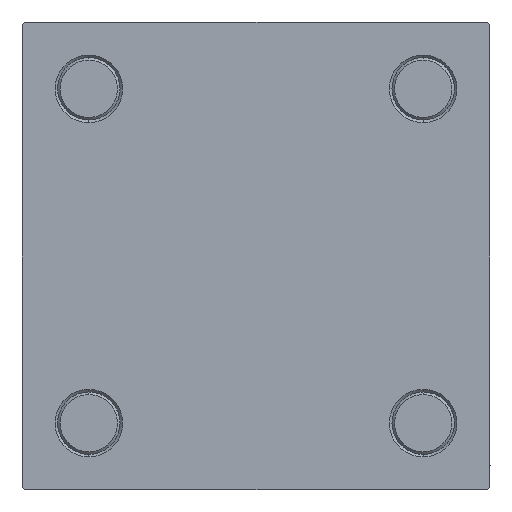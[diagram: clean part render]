
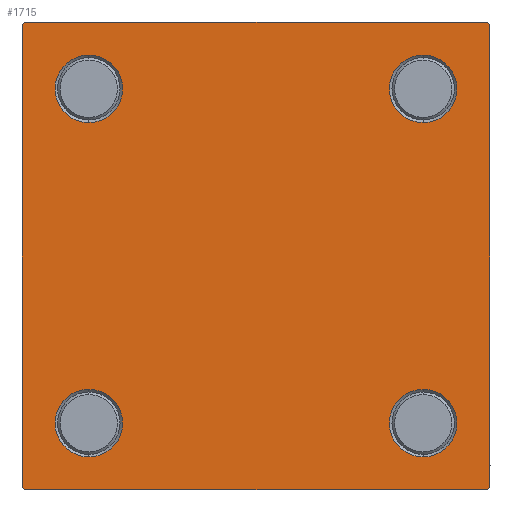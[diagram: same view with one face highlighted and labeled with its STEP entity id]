
A CAD part, left-side view. The second image highlights one B-rep face of the part: STEP entity #1715.
In plain terms, the highlighted planar face has unit normal (-1, 0, 0).
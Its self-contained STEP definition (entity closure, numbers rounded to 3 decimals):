
#108 = CARTESIAN_POINT ( 'NONE',  ( 0., -32.15, 32.15 ) ) ;
#1295 = CARTESIAN_POINT ( 'NONE',  ( 0., -45., 44.5 ) ) ;
#1419 = ORIENTED_EDGE ( 'NONE', *, *, #5881, .F. ) ;
#1478 = ORIENTED_EDGE ( 'NONE', *, *, #49030, .T. ) ;
#1494 = ORIENTED_EDGE ( 'NONE', *, *, #31592, .T. ) ;
#1715 = ADVANCED_FACE ( 'NONE', ( #5969, #46330, #11863, #36198, #17054 ), #27229, .T. ) ;
#1835 = DIRECTION ( 'NONE',  ( 1., 0., 0. ) ) ;
#2179 = VECTOR ( 'NONE', #49672, 1000. ) ;
#2239 = AXIS2_PLACEMENT_3D ( 'NONE', #31633, #40173, #9460 ) ;
#2833 = LINE ( 'NONE', #10395, #35308 ) ;
#2993 = VECTOR ( 'NONE', #26138, 1000. ) ;
#3454 = ORIENTED_EDGE ( 'NONE', *, *, #28999, .T. ) ;
#3467 = EDGE_LOOP ( 'NONE', ( #47181, #4477 ) ) ;
#3638 = DIRECTION ( 'NONE',  ( 0., 0., 1. ) ) ;
#3672 = CARTESIAN_POINT ( 'NONE',  ( 0., 32.15, -38.65 ) ) ;
#3814 = VERTEX_POINT ( 'NONE', #37260 ) ;
#4391 = DIRECTION ( 'NONE',  ( 0., 0., -1. ) ) ;
#4403 = VERTEX_POINT ( 'NONE', #20718 ) ;
#4477 = ORIENTED_EDGE ( 'NONE', *, *, #45506, .T. ) ;
#4481 = CARTESIAN_POINT ( 'NONE',  ( 0., -32.15, -25.65 ) ) ;
#4520 = AXIS2_PLACEMENT_3D ( 'NONE', #33738, #24943, #10077 ) ;
#5623 = EDGE_CURVE ( 'NONE', #9055, #37862, #28731, .T. ) ;
#5823 = VECTOR ( 'NONE', #45224, 1000. ) ;
#5881 = EDGE_CURVE ( 'NONE', #29140, #37862, #5990, .T. ) ;
#5941 = ORIENTED_EDGE ( 'NONE', *, *, #48516, .F. ) ;
#5969 = FACE_BOUND ( 'NONE', #8259, .T. ) ;
#5990 = LINE ( 'NONE', #25867, #5823 ) ;
#6236 = AXIS2_PLACEMENT_3D ( 'NONE', #17483, #6632, #14199 ) ;
#6632 = DIRECTION ( 'NONE',  ( 1., 0., 0. ) ) ;
#6648 = CARTESIAN_POINT ( 'NONE',  ( 0., -45., 45. ) ) ;
#7145 = VERTEX_POINT ( 'NONE', #27995 ) ;
#7452 = CARTESIAN_POINT ( 'NONE',  ( 0., -44.5, -45. ) ) ;
#8259 = EDGE_LOOP ( 'NONE', ( #34552, #20311 ) ) ;
#8563 = ORIENTED_EDGE ( 'NONE', *, *, #15376, .T. ) ;
#9055 = VERTEX_POINT ( 'NONE', #1295 ) ;
#9398 = CARTESIAN_POINT ( 'NONE',  ( 0., 44.5, -45. ) ) ;
#9460 = DIRECTION ( 'NONE',  ( 0., 0., 1. ) ) ;
#9575 = VECTOR ( 'NONE', #11416, 1000. ) ;
#10077 = DIRECTION ( 'NONE',  ( 0., 0., 1. ) ) ;
#10148 = DIRECTION ( 'NONE',  ( 1., 0., 0. ) ) ;
#10375 = AXIS2_PLACEMENT_3D ( 'NONE', #13440, #10148, #21484 ) ;
#10395 = CARTESIAN_POINT ( 'NONE',  ( 0., 44.75, -44.75 ) ) ;
#10777 = CARTESIAN_POINT ( 'NONE',  ( 0., -44.75, -44.75 ) ) ;
#11044 = CIRCLE ( 'NONE', #49631, 6.5 ) ;
#11416 = DIRECTION ( 'NONE',  ( 0., 0., -1. ) ) ;
#11690 = LINE ( 'NONE', #38890, #47727 ) ;
#11810 = DIRECTION ( 'NONE',  ( 0., 0., 1. ) ) ;
#11863 = FACE_BOUND ( 'NONE', #3467, .T. ) ;
#13163 = ORIENTED_EDGE ( 'NONE', *, *, #26259, .T. ) ;
#13357 = CARTESIAN_POINT ( 'NONE',  ( 0., -44.5, 45. ) ) ;
#13440 = CARTESIAN_POINT ( 'NONE',  ( 0., 32.15, 32.15 ) ) ;
#13942 = DIRECTION ( 'NONE',  ( 0., 0., 1. ) ) ;
#14199 = DIRECTION ( 'NONE',  ( 0., 0., 1. ) ) ;
#14559 = AXIS2_PLACEMENT_3D ( 'NONE', #38804, #42561, #32414 ) ;
#14585 = DIRECTION ( 'NONE',  ( 1., 0., 0. ) ) ;
#14873 = CARTESIAN_POINT ( 'NONE',  ( 0., 45., -45. ) ) ;
#14952 = LINE ( 'NONE', #19481, #2179 ) ;
#15376 = EDGE_CURVE ( 'NONE', #33648, #16855, #49341, .T. ) ;
#16855 = VERTEX_POINT ( 'NONE', #7452 ) ;
#17054 = FACE_OUTER_BOUND ( 'NONE', #26502, .T. ) ;
#17140 = DIRECTION ( 'NONE',  ( 0., 0.707, 0.707 ) ) ;
#17424 = VERTEX_POINT ( 'NONE', #25712 ) ;
#17483 = CARTESIAN_POINT ( 'NONE',  ( 0., 32.15, 32.15 ) ) ;
#18207 = CIRCLE ( 'NONE', #43127, 6.5 ) ;
#18336 = EDGE_CURVE ( 'NONE', #7145, #25180, #21376, .T. ) ;
#19481 = CARTESIAN_POINT ( 'NONE',  ( 0., 44.75, 44.75 ) ) ;
#19933 = CIRCLE ( 'NONE', #2239, 6.5 ) ;
#20311 = ORIENTED_EDGE ( 'NONE', *, *, #22584, .T. ) ;
#20325 = EDGE_CURVE ( 'NONE', #29140, #30064, #14952, .T. ) ;
#20718 = CARTESIAN_POINT ( 'NONE',  ( 0., -32.15, 25.65 ) ) ;
#20735 = CARTESIAN_POINT ( 'NONE',  ( 0., 44.5, 45. ) ) ;
#21134 = VERTEX_POINT ( 'NONE', #3672 ) ;
#21376 = CIRCLE ( 'NONE', #4520, 6.5 ) ;
#21484 = DIRECTION ( 'NONE',  ( 0., 0., 1. ) ) ;
#22273 = ORIENTED_EDGE ( 'NONE', *, *, #28316, .T. ) ;
#22584 = EDGE_CURVE ( 'NONE', #4403, #17424, #39240, .T. ) ;
#23320 = DIRECTION ( 'NONE',  ( 0., 0., 1. ) ) ;
#24154 = EDGE_CURVE ( 'NONE', #16855, #3814, #45244, .T. ) ;
#24943 = DIRECTION ( 'NONE',  ( 1., 0., 0. ) ) ;
#25180 = VERTEX_POINT ( 'NONE', #4481 ) ;
#25347 = EDGE_LOOP ( 'NONE', ( #1478, #44747 ) ) ;
#25510 = EDGE_CURVE ( 'NONE', #17424, #4403, #11044, .T. ) ;
#25712 = CARTESIAN_POINT ( 'NONE',  ( 0., -32.15, 38.65 ) ) ;
#25867 = CARTESIAN_POINT ( 'NONE',  ( 0., 45., 45. ) ) ;
#25994 = DIRECTION ( 'NONE',  ( 0., -0.707, -0.707 ) ) ;
#26138 = DIRECTION ( 'NONE',  ( 0., -0.707, 0.707 ) ) ;
#26259 = EDGE_CURVE ( 'NONE', #49051, #43354, #44822, .T. ) ;
#26502 = EDGE_LOOP ( 'NONE', ( #1494, #22273, #8563, #33958, #5941, #32473, #1419, #34705 ) ) ;
#26951 = VECTOR ( 'NONE', #35024, 1000. ) ;
#27229 = PLANE ( 'NONE',  #14559 ) ;
#27642 = VERTEX_POINT ( 'NONE', #31499 ) ;
#27995 = CARTESIAN_POINT ( 'NONE',  ( 0., -32.15, -38.65 ) ) ;
#28316 = EDGE_CURVE ( 'NONE', #47980, #33648, #2833, .T. ) ;
#28363 = VECTOR ( 'NONE', #17140, 1000. ) ;
#28731 = LINE ( 'NONE', #32010, #28363 ) ;
#28999 = EDGE_CURVE ( 'NONE', #43354, #49051, #39310, .T. ) ;
#29140 = VERTEX_POINT ( 'NONE', #20735 ) ;
#29613 = CARTESIAN_POINT ( 'NONE',  ( 0., 32.15, 25.65 ) ) ;
#30064 = VERTEX_POINT ( 'NONE', #40682 ) ;
#30956 = DIRECTION ( 'NONE',  ( 1., 0., 0. ) ) ;
#31499 = CARTESIAN_POINT ( 'NONE',  ( 0., 32.15, -25.65 ) ) ;
#31568 = EDGE_LOOP ( 'NONE', ( #13163, #3454 ) ) ;
#31592 = EDGE_CURVE ( 'NONE', #30064, #47980, #11690, .T. ) ;
#31633 = CARTESIAN_POINT ( 'NONE',  ( 0., 32.15, -32.15 ) ) ;
#32010 = CARTESIAN_POINT ( 'NONE',  ( 0., -44.75, 44.75 ) ) ;
#32414 = DIRECTION ( 'NONE',  ( 0., 0., 1. ) ) ;
#32473 = ORIENTED_EDGE ( 'NONE', *, *, #5623, .T. ) ;
#33648 = VERTEX_POINT ( 'NONE', #9398 ) ;
#33738 = CARTESIAN_POINT ( 'NONE',  ( 0., -32.15, -32.15 ) ) ;
#33958 = ORIENTED_EDGE ( 'NONE', *, *, #24154, .T. ) ;
#34552 = ORIENTED_EDGE ( 'NONE', *, *, #25510, .T. ) ;
#34705 = ORIENTED_EDGE ( 'NONE', *, *, #20325, .T. ) ;
#34736 = CARTESIAN_POINT ( 'NONE',  ( 0., 32.15, -32.15 ) ) ;
#35024 = DIRECTION ( 'NONE',  ( 0., -1., 0. ) ) ;
#35308 = VECTOR ( 'NONE', #25994, 1000. ) ;
#36198 = FACE_BOUND ( 'NONE', #31568, .T. ) ;
#36355 = CARTESIAN_POINT ( 'NONE',  ( 0., -32.15, 32.15 ) ) ;
#37260 = CARTESIAN_POINT ( 'NONE',  ( 0., -45., -44.5 ) ) ;
#37862 = VERTEX_POINT ( 'NONE', #13357 ) ;
#38804 = CARTESIAN_POINT ( 'NONE',  ( 0., 0., 0. ) ) ;
#38890 = CARTESIAN_POINT ( 'NONE',  ( 0., 45., 45. ) ) ;
#39240 = CIRCLE ( 'NONE', #48852, 6.5 ) ;
#39310 = CIRCLE ( 'NONE', #10375, 6.5 ) ;
#40173 = DIRECTION ( 'NONE',  ( 1., 0., 0. ) ) ;
#40682 = CARTESIAN_POINT ( 'NONE',  ( 0., 45., 44.5 ) ) ;
#41785 = EDGE_CURVE ( 'NONE', #27642, #21134, #18207, .T. ) ;
#42406 = DIRECTION ( 'NONE',  ( 1., 0., 0. ) ) ;
#42561 = DIRECTION ( 'NONE',  ( -1., 0., 0. ) ) ;
#43127 = AXIS2_PLACEMENT_3D ( 'NONE', #34736, #30956, #11810 ) ;
#43354 = VERTEX_POINT ( 'NONE', #29613 ) ;
#44125 = CIRCLE ( 'NONE', #47364, 6.5 ) ;
#44747 = ORIENTED_EDGE ( 'NONE', *, *, #18336, .T. ) ;
#44822 = CIRCLE ( 'NONE', #6236, 6.5 ) ;
#45224 = DIRECTION ( 'NONE',  ( 0., -1., 0. ) ) ;
#45244 = LINE ( 'NONE', #10777, #2993 ) ;
#45448 = CARTESIAN_POINT ( 'NONE',  ( 0., 45., -44.5 ) ) ;
#45506 = EDGE_CURVE ( 'NONE', #21134, #27642, #19933, .T. ) ;
#46209 = CARTESIAN_POINT ( 'NONE',  ( 0., -32.15, -32.15 ) ) ;
#46330 = FACE_BOUND ( 'NONE', #25347, .T. ) ;
#47181 = ORIENTED_EDGE ( 'NONE', *, *, #41785, .T. ) ;
#47364 = AXIS2_PLACEMENT_3D ( 'NONE', #46209, #14585, #23320 ) ;
#47727 = VECTOR ( 'NONE', #4391, 1000. ) ;
#47980 = VERTEX_POINT ( 'NONE', #45448 ) ;
#48320 = CARTESIAN_POINT ( 'NONE',  ( 0., 32.15, 38.65 ) ) ;
#48516 = EDGE_CURVE ( 'NONE', #9055, #3814, #48930, .T. ) ;
#48852 = AXIS2_PLACEMENT_3D ( 'NONE', #36355, #1835, #13942 ) ;
#48930 = LINE ( 'NONE', #6648, #9575 ) ;
#49030 = EDGE_CURVE ( 'NONE', #25180, #7145, #44125, .T. ) ;
#49051 = VERTEX_POINT ( 'NONE', #48320 ) ;
#49341 = LINE ( 'NONE', #14873, #26951 ) ;
#49631 = AXIS2_PLACEMENT_3D ( 'NONE', #108, #42406, #3638 ) ;
#49672 = DIRECTION ( 'NONE',  ( 0., 0.707, -0.707 ) ) ;
